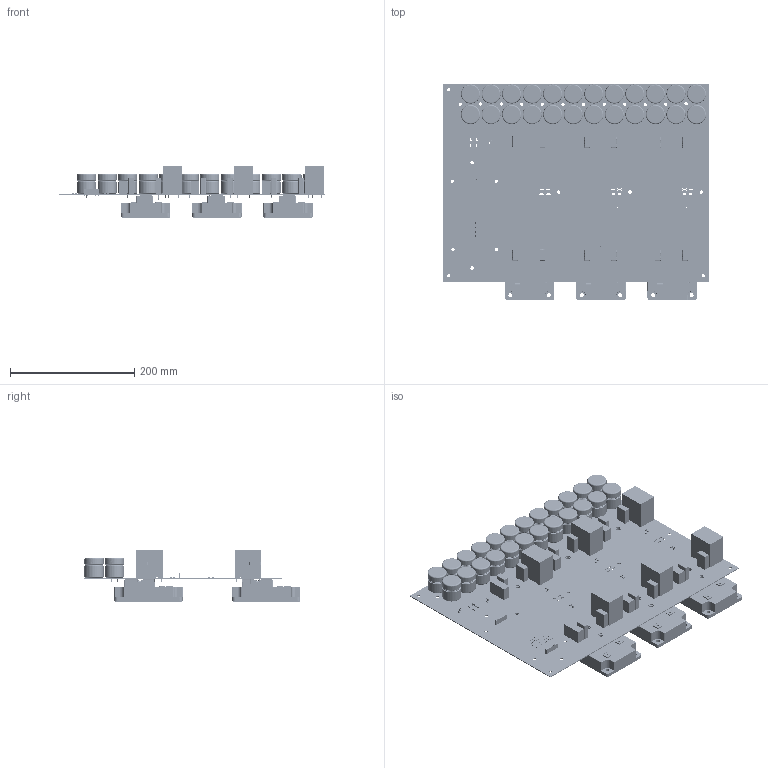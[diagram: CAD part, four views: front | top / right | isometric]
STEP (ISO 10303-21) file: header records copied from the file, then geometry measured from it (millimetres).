
FILE_DESCRIPTION(('KiCad electronic assembly'),'2;1');
FILE_NAME('PowerBoard.step','2025-04-22T03:07:45',('Pcbnew'),('Kicad'), 'Open CASCADE STEP processor 7.9','KiCad to STEP converter','Unknown' );
FILE_SCHEMA(('AUTOMOTIVE_DESIGN { 1 0 10303 214 1 1 1 1 }'));
Length unit declared in the file: millimetre
Products named in the file (12): PowerBoard 1; R_1210_3225Metric; ALH82A750CB600; C_1210_3225Metric; Mitsubishi CM600HA-24H; Component3; SOLID; B32774X0205K000; C4AQNBW5200M3LJ; B32652A0104K000; PinSocket_1x10_P2.54mm_Vertical; PowerBoard_PCB
Assembly tree (111 placements, depth 3):
  PowerBoard 1
    R_1210_3225Metric  x36
    ALH82A750CB600  x24
    C_1210_3225Metric  x16
    Mitsubishi CM600HA-24H  x6
      Component3
      SOLID
    B32774X0205K000  x6
    C4AQNBW5200M3LJ  x6
    B32652A0104K000  x12
    PinSocket_1x10_P2.54mm_Vertical  x2
    PowerBoard_PCB
Bounding box: 430 x 349.77 x 83.2 mm (x, y, z)
Volume: 2467356.6 mm3; surface area: 674316.7 mm2
Topology: 163 solids, 163 shells, 9096 faces, 34708 edges, 28098 vertices
Faces by surface type: plane 3720, bspline 3228, cylinder 1740, torus 360, sphere 48
Full cylindrical faces by diameter (mm): 0.5 x256, 0.8 x24, 1 x56, 1.15 x4, 1.4 x24, 2 x48, 3.332 x12, 5.3 x19, 5.5 x5, 6.502 x24, 6.779 x12, 9 x12, 12.09 x48
Entity records: 69759 total; most frequent: CARTESIAN_POINT 21101, ORIENTED_EDGE 9584, DIRECTION 7086, EDGE_CURVE 4792, VERTEX_POINT 3599, AXIS2_PLACEMENT_3D 2569, FACE_BOUND 2567, EDGE_LOOP 2567
